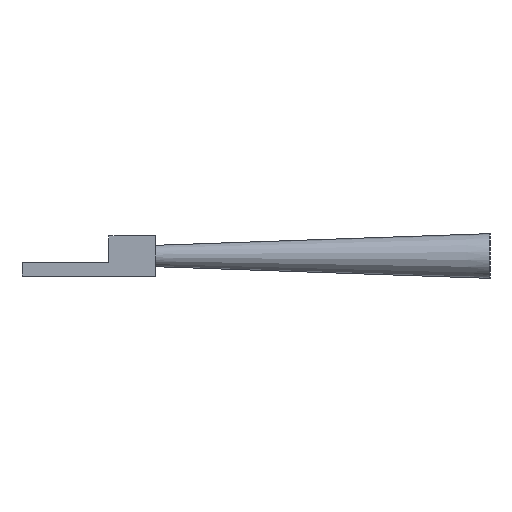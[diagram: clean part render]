
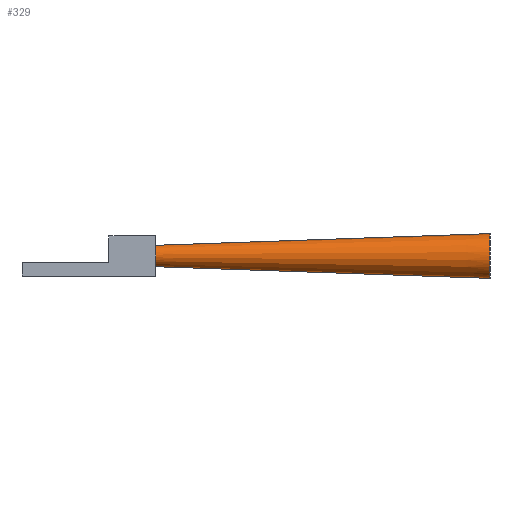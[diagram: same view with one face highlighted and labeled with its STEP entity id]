
A CAD part, left-side view. The second image highlights one B-rep face of the part: STEP entity #329.
In plain terms, the highlighted conical face has half-angle 2 degrees and reference radius 1.6 mm.
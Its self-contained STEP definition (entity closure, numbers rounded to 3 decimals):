
#20=CONICAL_SURFACE('',#349,1.6,0.035);
#24=CIRCLE('',#342,1.6);
#25=CIRCLE('',#350,3.346);
#71=ORIENTED_EDGE('',*,*,#96,.F.);
#72=ORIENTED_EDGE('',*,*,#111,.F.);
#73=ORIENTED_EDGE('',*,*,#112,.T.);
#74=ORIENTED_EDGE('',*,*,#113,.T.);
#96=EDGE_CURVE('',#125,#126,#24,.T.);
#111=EDGE_CURVE('',#134,#125,#159,.T.);
#112=EDGE_CURVE('',#134,#135,#25,.T.);
#113=EDGE_CURVE('',#135,#126,#160,.T.);
#125=VERTEX_POINT('',#438);
#126=VERTEX_POINT('',#440);
#134=VERTEX_POINT('',#468);
#135=VERTEX_POINT('',#472);
#159=LINE('',#469,#185);
#160=LINE('',#473,#186);
#185=VECTOR('',#401,1000.);
#186=VECTOR('',#406,1000.);
#199=EDGE_LOOP('',(#71,#72,#73,#74));
#213=FACE_BOUND('',#199,.T.);
#329=ADVANCED_FACE('',(#213),#20,.T.);
#342=AXIS2_PLACEMENT_3D('',#439,#373,#374);
#349=AXIS2_PLACEMENT_3D('',#470,#402,#403);
#350=AXIS2_PLACEMENT_3D('',#471,#404,#405);
#373=DIRECTION('',(0.,1.,0.));
#374=DIRECTION('',(1.,0.,0.));
#401=DIRECTION('',(0.,0.999,0.035));
#402=DIRECTION('',(0.,-1.,0.));
#403=DIRECTION('',(1.,0.,0.));
#404=DIRECTION('',(0.,1.,0.));
#405=DIRECTION('',(0.,0.,1.));
#406=DIRECTION('',(0.,0.999,-0.035));
#438=CARTESIAN_POINT('',(4.,0.,-1.6));
#439=CARTESIAN_POINT('',(4.,0.,0.));
#440=CARTESIAN_POINT('',(4.,0.,1.6));
#468=CARTESIAN_POINT('',(4.,-50.,-3.346));
#469=CARTESIAN_POINT('',(4.,0.,-1.6));
#470=CARTESIAN_POINT('',(4.,0.,0.));
#471=CARTESIAN_POINT('',(4.,-50.,0.));
#472=CARTESIAN_POINT('',(4.,-50.,3.346));
#473=CARTESIAN_POINT('',(4.,0.,1.6));
